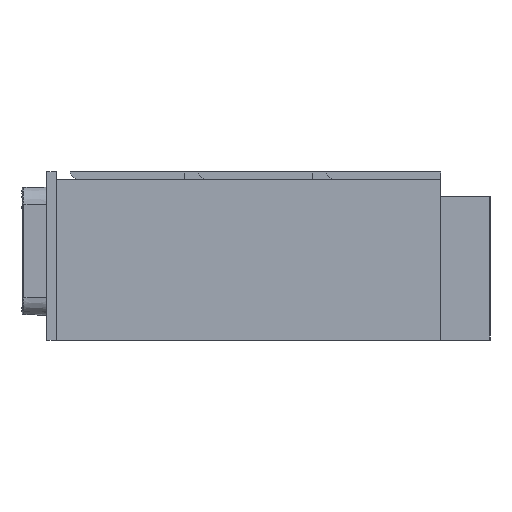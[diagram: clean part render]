
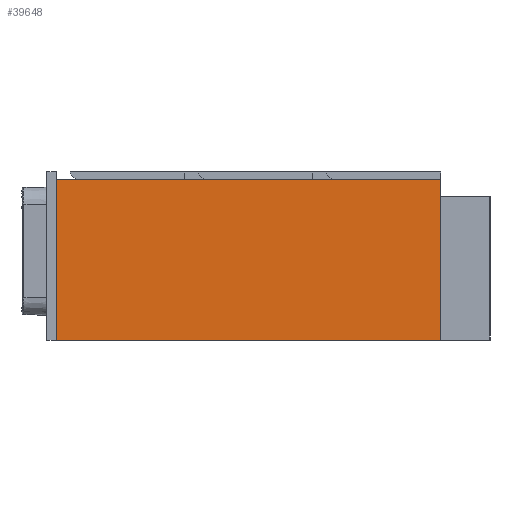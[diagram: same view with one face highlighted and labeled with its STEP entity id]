
A CAD part, left-side view. The second image highlights one B-rep face of the part: STEP entity #39648.
In plain terms, the highlighted planar face has unit normal (-1, 0, 0).
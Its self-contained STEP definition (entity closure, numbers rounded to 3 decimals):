
#2387 = DIRECTION ( 'NONE',  ( 0., 0., -1. ) ) ;
#3480 = VECTOR ( 'NONE', #28838, 1000. ) ;
#4460 = VECTOR ( 'NONE', #2387, 1000. ) ;
#5040 = PLANE ( 'NONE',  #37561 ) ;
#7803 = FACE_OUTER_BOUND ( 'NONE', #42111, .T. ) ;
#8364 = VECTOR ( 'NONE', #67050, 1000. ) ;
#9023 = CARTESIAN_POINT ( 'NONE',  ( -744., 390., 325. ) ) ;
#10331 = DIRECTION ( 'NONE',  ( 0., -1., 0. ) ) ;
#10369 = CARTESIAN_POINT ( 'NONE',  ( -744., 390., 0. ) ) ;
#13302 = EDGE_CURVE ( 'NONE', #18315, #40311, #27192, .T. ) ;
#15052 = VECTOR ( 'NONE', #30574, 1000. ) ;
#16546 = CARTESIAN_POINT ( 'NONE',  ( -744., 390., 325. ) ) ;
#18315 = VERTEX_POINT ( 'NONE', #38658 ) ;
#19868 = VERTEX_POINT ( 'NONE', #9023 ) ;
#21359 = VERTEX_POINT ( 'NONE', #10369 ) ;
#24910 = LINE ( 'NONE', #60458, #3480 ) ;
#27192 = LINE ( 'NONE', #67729, #15052 ) ;
#27337 = ORIENTED_EDGE ( 'NONE', *, *, #63005, .T. ) ;
#28071 = ORIENTED_EDGE ( 'NONE', *, *, #13302, .F. ) ;
#28838 = DIRECTION ( 'NONE',  ( 0., 1., 0. ) ) ;
#30574 = DIRECTION ( 'NONE',  ( 0., 0., -1. ) ) ;
#37101 = DIRECTION ( 'NONE',  ( -1., 0., 0. ) ) ;
#37561 = AXIS2_PLACEMENT_3D ( 'NONE', #16546, #37101, #10331 ) ;
#38658 = CARTESIAN_POINT ( 'NONE',  ( -744., -390., 325. ) ) ;
#39648 = ADVANCED_FACE ( 'NONE', ( #7803 ), #5040, .T. ) ;
#40311 = VERTEX_POINT ( 'NONE', #43359 ) ;
#42111 = EDGE_LOOP ( 'NONE', ( #67608, #28071, #65192, #27337 ) ) ;
#43359 = CARTESIAN_POINT ( 'NONE',  ( -744., -390., 0. ) ) ;
#50469 = LINE ( 'NONE', #66116, #8364 ) ;
#55664 = CARTESIAN_POINT ( 'NONE',  ( -744., 390., 325. ) ) ;
#57259 = LINE ( 'NONE', #55664, #4460 ) ;
#60458 = CARTESIAN_POINT ( 'NONE',  ( -744., 390., 0. ) ) ;
#63005 = EDGE_CURVE ( 'NONE', #19868, #21359, #57259, .T. ) ;
#65192 = ORIENTED_EDGE ( 'NONE', *, *, #66560, .T. ) ;
#65415 = EDGE_CURVE ( 'NONE', #40311, #21359, #24910, .T. ) ;
#66116 = CARTESIAN_POINT ( 'NONE',  ( -744., 390., 325. ) ) ;
#66560 = EDGE_CURVE ( 'NONE', #18315, #19868, #50469, .T. ) ;
#67050 = DIRECTION ( 'NONE',  ( 0., 1., 0. ) ) ;
#67608 = ORIENTED_EDGE ( 'NONE', *, *, #65415, .F. ) ;
#67729 = CARTESIAN_POINT ( 'NONE',  ( -744., -390., 325. ) ) ;
